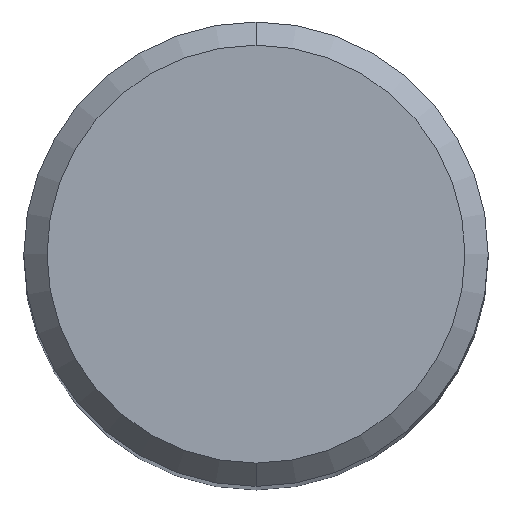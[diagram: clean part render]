
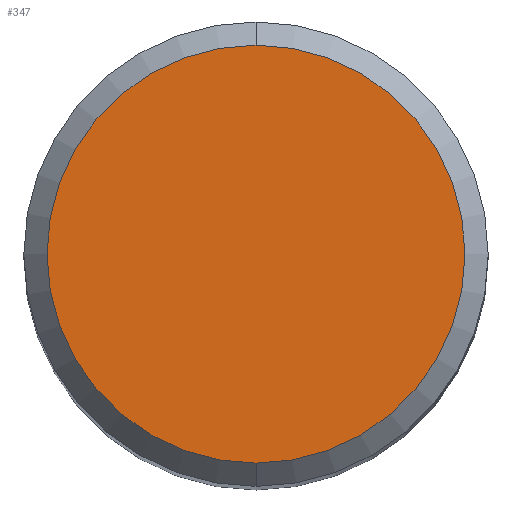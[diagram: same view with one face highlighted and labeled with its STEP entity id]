
A CAD part, top view. The second image highlights one B-rep face of the part: STEP entity #347.
In plain terms, the highlighted planar face has unit normal (0, 0, 1).
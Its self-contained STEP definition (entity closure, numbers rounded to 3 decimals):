
#235=EDGE_CURVE('',#369,#351,#548,.T.);
#339=EDGE_CURVE('',#351,#369,#665,.T.);
#347=ADVANCED_FACE('',(#674),#675,.T.);
#351=VERTEX_POINT('',#679);
#369=VERTEX_POINT('',#698);
#548=CIRCLE('',#924,3.6);
#665=CIRCLE('',#1177,3.6);
#674=FACE_OUTER_BOUND('',#1187,.T.);
#675=PLANE('',#1188);
#679=CARTESIAN_POINT('',(0.0,3.6,0.0));
#698=CARTESIAN_POINT('',(0.,-3.6,0.0));
#924=AXIS2_PLACEMENT_3D('',#1523,#1524,#1525);
#1177=AXIS2_PLACEMENT_3D('',#1680,#1681,#1682);
#1187=EDGE_LOOP('',(#1694,#1695));
#1188=AXIS2_PLACEMENT_3D('',#1696,#1697,#1698);
#1523=CARTESIAN_POINT('',(0.0,0.0,0.0));
#1524=DIRECTION('',(0.0,0.0,-1.0));
#1525=DIRECTION('',(0.0,1.0,0.0));
#1680=CARTESIAN_POINT('',(0.0,0.0,0.0));
#1681=DIRECTION('',(0.0,0.0,-1.0));
#1682=DIRECTION('',(0.0,1.0,0.0));
#1694=ORIENTED_EDGE('',*,*,#339,.F.);
#1695=ORIENTED_EDGE('',*,*,#235,.F.);
#1696=CARTESIAN_POINT('',(0.0,1.8,0.0));
#1697=DIRECTION('',(-0.0,0.0,1.0));
#1698=DIRECTION('',(0.0,-1.0,0.0));
